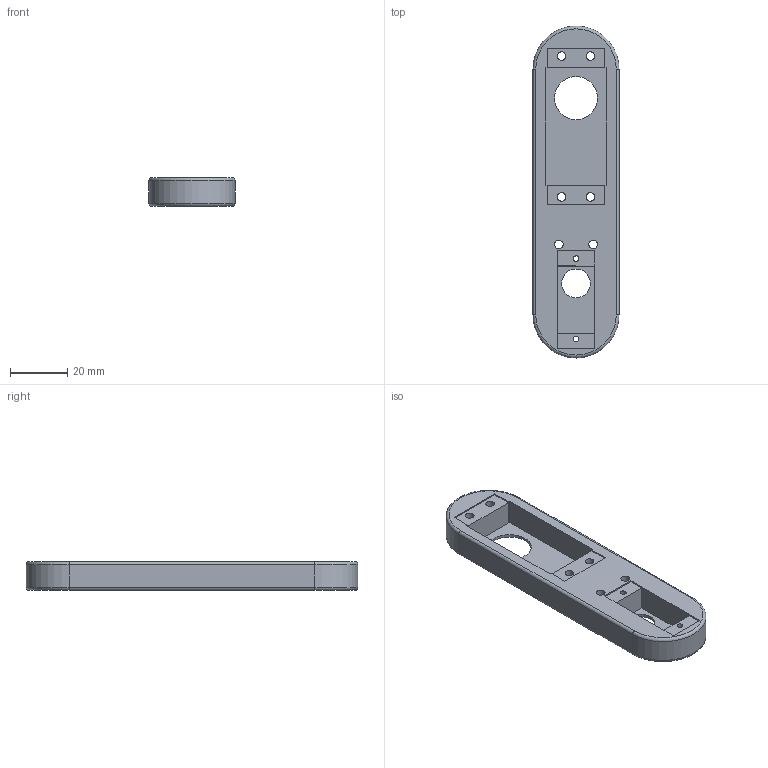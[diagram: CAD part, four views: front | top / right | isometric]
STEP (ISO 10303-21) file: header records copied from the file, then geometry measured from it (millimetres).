
FILE_DESCRIPTION(/* description */ ('','CAx-IF Rec.Pracs.---Representation and Presentation of Product Manufacturing Information (PMI)---4.0---2014-10-13'),/* implementation_level */ '2;1');
FILE_NAME(/* name */ 'Last arm part_.step',/* time_stamp */ '2024-12-20T00:24:22+07:00',/* author */ (''),/* organization */ (''),/* preprocessor_version */ 'ST-DEVELOPER v20',/* originating_system */ 'Autodesk Translation Framework v13.20.0.188',/* authorisation */ '');
FILE_SCHEMA (('AP242_MANAGED_MODEL_BASED_3D_ENGINEERING_MIM_LF { 1 0 10303 442 1 1 4 }'));
Length unit declared in the file: centimetre
Products named in the file (1): Last arm part
Bounding box: 30 x 115.56 x 10 mm (x, y, z)
Volume: 21221.4 mm3; surface area: 10907.2 mm2
Topology: 1 solids, 1 shells, 53 faces, 132 edges, 83 vertices
Faces by surface type: plane 33, cylinder 16, torus 4
Full cylindrical faces by diameter (mm): 2 x2, 3 x6, 10 x1, 15 x1
Entity records: 1635 total; most frequent: DIRECTION 276, CARTESIAN_POINT 269, ORIENTED_EDGE 264, EDGE_CURVE 132, LINE 96, VECTOR 96, AXIS2_PLACEMENT_3D 90, VERTEX_POINT 83
